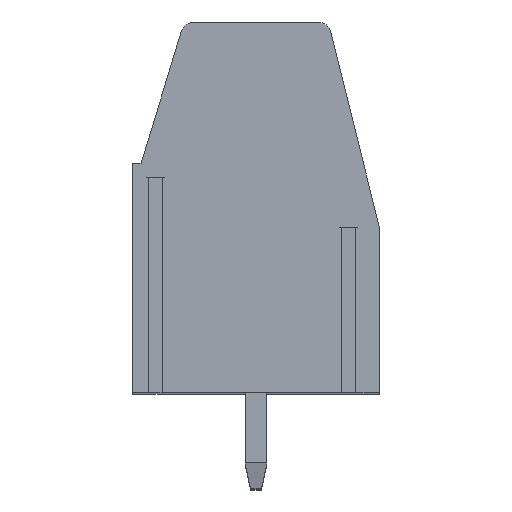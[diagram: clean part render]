
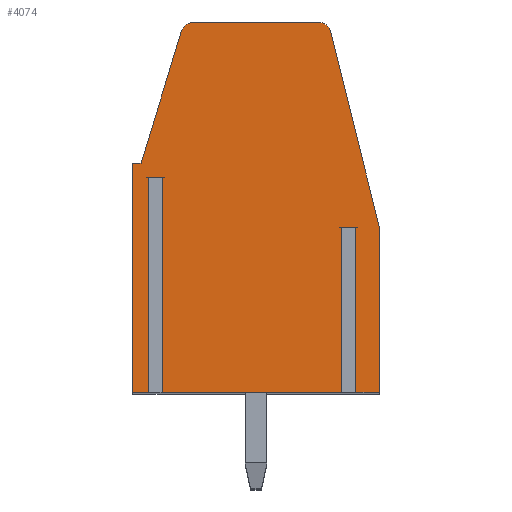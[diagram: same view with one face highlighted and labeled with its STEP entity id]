
A CAD part, top view. The second image highlights one B-rep face of the part: STEP entity #4074.
In plain terms, the highlighted planar face has unit normal (0, 0, 1).
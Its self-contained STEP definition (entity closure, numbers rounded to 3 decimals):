
#13=DIRECTION('',(-1.,0.,0.));
#14=VECTOR('',#13,0.503);
#15=CARTESIAN_POINT('',(-3.413,1.1,33.02));
#16=LINE('',#15,#14);
#17=DIRECTION('',(0.,1.,0.));
#18=VECTOR('',#17,7.85);
#19=CARTESIAN_POINT('',(-3.917,-6.75,33.02));
#20=LINE('',#19,#18);
#21=DIRECTION('',(1.,0.,0.));
#22=VECTOR('',#21,0.583);
#23=CARTESIAN_POINT('',(-4.5,-6.75,33.02));
#24=LINE('',#23,#22);
#25=DIRECTION('',(0.,-1.,0.));
#26=VECTOR('',#25,8.35);
#27=CARTESIAN_POINT('',(-4.5,1.6,33.02));
#28=LINE('',#27,#26);
#29=DIRECTION('',(-1.,0.,0.));
#30=VECTOR('',#29,0.31);
#31=CARTESIAN_POINT('',(-4.19,1.6,33.02));
#32=LINE('',#31,#30);
#33=DIRECTION('',(-0.292,-0.956,0.));
#34=VECTOR('',#33,5.015);
#35=CARTESIAN_POINT('',(-2.723,6.396,33.02));
#36=LINE('',#35,#34);
#37=CARTESIAN_POINT('',(-2.245,6.25,33.02));
#38=DIRECTION('',(0.,0.,1.));
#39=DIRECTION('',(0.,1.,0.));
#40=AXIS2_PLACEMENT_3D('',#37,#38,#39);
#42=DIRECTION('',(-1.,0.,0.));
#43=VECTOR('',#42,4.489);
#44=CARTESIAN_POINT('',(2.244,6.75,33.02));
#45=LINE('',#44,#43);
#46=CARTESIAN_POINT('',(2.244,6.25,33.02));
#47=DIRECTION('',(0.,0.,1.));
#48=DIRECTION('',(0.97,0.242,0.));
#49=AXIS2_PLACEMENT_3D('',#46,#47,#48);
#51=DIRECTION('',(-0.242,0.97,0.));
#52=VECTOR('',#51,7.318);
#53=CARTESIAN_POINT('',(4.5,-0.73,33.02));
#54=LINE('',#53,#52);
#55=DIRECTION('',(0.,1.,0.));
#56=VECTOR('',#55,6.02);
#57=CARTESIAN_POINT('',(4.5,-6.75,33.02));
#58=LINE('',#57,#56);
#59=DIRECTION('',(1.,0.,0.));
#60=VECTOR('',#59,0.863);
#61=CARTESIAN_POINT('',(3.637,-6.75,33.02));
#62=LINE('',#61,#60);
#63=DIRECTION('',(0.,1.,0.));
#64=VECTOR('',#63,6.02);
#65=CARTESIAN_POINT('',(3.637,-6.75,33.02));
#66=LINE('',#65,#64);
#67=DIRECTION('',(-1.,0.,0.));
#68=VECTOR('',#67,0.503);
#69=CARTESIAN_POINT('',(3.637,-0.73,33.02));
#70=LINE('',#69,#68);
#71=DIRECTION('',(0.,1.,0.));
#72=VECTOR('',#71,6.02);
#73=CARTESIAN_POINT('',(3.133,-6.75,33.02));
#74=LINE('',#73,#72);
#75=DIRECTION('',(1.,0.,0.));
#76=VECTOR('',#75,6.547);
#77=CARTESIAN_POINT('',(-3.413,-6.75,33.02));
#78=LINE('',#77,#76);
#79=DIRECTION('',(0.,1.,0.));
#80=VECTOR('',#79,7.85);
#81=CARTESIAN_POINT('',(-3.413,-6.75,33.02));
#82=LINE('',#81,#80);
#3173=CARTESIAN_POINT('',(4.5,-6.75,33.02));
#3174=CARTESIAN_POINT('',(4.5,-0.73,33.02));
#3175=VERTEX_POINT('',#3173);
#3176=VERTEX_POINT('',#3174);
#3177=CARTESIAN_POINT('',(2.73,6.371,33.02));
#3178=VERTEX_POINT('',#3177);
#3179=CARTESIAN_POINT('',(2.244,6.75,33.02));
#3180=VERTEX_POINT('',#3179);
#3181=CARTESIAN_POINT('',(-2.245,6.75,33.02));
#3182=VERTEX_POINT('',#3181);
#3183=CARTESIAN_POINT('',(-2.723,6.396,33.02));
#3184=VERTEX_POINT('',#3183);
#3185=CARTESIAN_POINT('',(-4.19,1.6,33.02));
#3186=VERTEX_POINT('',#3185);
#3187=CARTESIAN_POINT('',(-4.5,1.6,33.02));
#3188=VERTEX_POINT('',#3187);
#3189=CARTESIAN_POINT('',(-4.5,-6.75,33.02));
#3190=VERTEX_POINT('',#3189);
#3265=CARTESIAN_POINT('',(3.637,-0.73,33.02));
#3266=CARTESIAN_POINT('',(3.133,-0.73,33.02));
#3267=VERTEX_POINT('',#3265);
#3268=VERTEX_POINT('',#3266);
#3269=CARTESIAN_POINT('',(3.133,-6.75,33.02));
#3270=VERTEX_POINT('',#3269);
#3271=CARTESIAN_POINT('',(3.637,-6.75,33.02));
#3272=VERTEX_POINT('',#3271);
#3289=CARTESIAN_POINT('',(-3.413,1.1,33.02));
#3290=CARTESIAN_POINT('',(-3.917,1.1,33.02));
#3291=VERTEX_POINT('',#3289);
#3292=VERTEX_POINT('',#3290);
#3293=CARTESIAN_POINT('',(-3.413,-6.75,33.02));
#3294=VERTEX_POINT('',#3293);
#3295=CARTESIAN_POINT('',(-3.917,-6.75,33.02));
#3296=VERTEX_POINT('',#3295);
#4033=CARTESIAN_POINT('',(0.,0.,33.02));
#4034=DIRECTION('',(0.,0.,1.));
#4035=DIRECTION('',(1.,0.,0.));
#4036=AXIS2_PLACEMENT_3D('',#4033,#4034,#4035);
#4037=PLANE('',#4036);
#4039=ORIENTED_EDGE('',*,*,#4038,.T.);
#4041=ORIENTED_EDGE('',*,*,#4040,.F.);
#4043=ORIENTED_EDGE('',*,*,#4042,.F.);
#4045=ORIENTED_EDGE('',*,*,#4044,.F.);
#4047=ORIENTED_EDGE('',*,*,#4046,.F.);
#4049=ORIENTED_EDGE('',*,*,#4048,.F.);
#4051=ORIENTED_EDGE('',*,*,#4050,.F.);
#4053=ORIENTED_EDGE('',*,*,#4052,.F.);
#4055=ORIENTED_EDGE('',*,*,#4054,.F.);
#4057=ORIENTED_EDGE('',*,*,#4056,.F.);
#4059=ORIENTED_EDGE('',*,*,#4058,.F.);
#4061=ORIENTED_EDGE('',*,*,#4060,.F.);
#4063=ORIENTED_EDGE('',*,*,#4062,.T.);
#4065=ORIENTED_EDGE('',*,*,#4064,.T.);
#4067=ORIENTED_EDGE('',*,*,#4066,.F.);
#4069=ORIENTED_EDGE('',*,*,#4068,.F.);
#4071=ORIENTED_EDGE('',*,*,#4070,.T.);
#4072=EDGE_LOOP('',(#4039,#4041,#4043,#4045,#4047,#4049,#4051,#4053,#4055,#4057,
#4059,#4061,#4063,#4065,#4067,#4069,#4071));
#4073=FACE_OUTER_BOUND('',#4072,.F.);
#41=CIRCLE('',#40,0.5);
#50=CIRCLE('',#49,0.5);
#4038=EDGE_CURVE('',#3291,#3292,#16,.T.);
#4040=EDGE_CURVE('',#3296,#3292,#20,.T.);
#4042=EDGE_CURVE('',#3190,#3296,#24,.T.);
#4044=EDGE_CURVE('',#3188,#3190,#28,.T.);
#4046=EDGE_CURVE('',#3186,#3188,#32,.T.);
#4048=EDGE_CURVE('',#3184,#3186,#36,.T.);
#4050=EDGE_CURVE('',#3182,#3184,#41,.T.);
#4052=EDGE_CURVE('',#3180,#3182,#45,.T.);
#4054=EDGE_CURVE('',#3178,#3180,#50,.T.);
#4056=EDGE_CURVE('',#3176,#3178,#54,.T.);
#4058=EDGE_CURVE('',#3175,#3176,#58,.T.);
#4060=EDGE_CURVE('',#3272,#3175,#62,.T.);
#4062=EDGE_CURVE('',#3272,#3267,#66,.T.);
#4064=EDGE_CURVE('',#3267,#3268,#70,.T.);
#4066=EDGE_CURVE('',#3270,#3268,#74,.T.);
#4068=EDGE_CURVE('',#3294,#3270,#78,.T.);
#4070=EDGE_CURVE('',#3294,#3291,#82,.T.);
#4074=ADVANCED_FACE('',(#4073),#4037,.T.);
